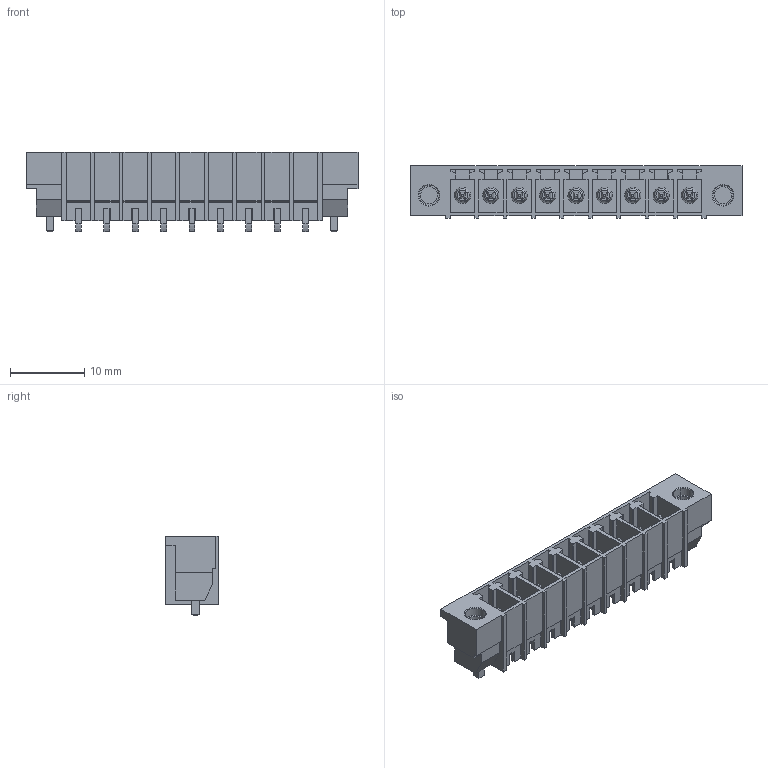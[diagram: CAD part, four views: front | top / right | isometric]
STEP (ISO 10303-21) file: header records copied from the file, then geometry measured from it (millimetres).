
FILE_DESCRIPTION(('CATIA V5 STEP Exchange','CAx-IF Rec.Pracs.--- Model Styling and Organization---1.2---2011-12-15'),'2;1');
FILE_NAME ('D1457747_0_1864140000_1864140000.stp','2018-10-12T11:25:54+00:00',('none'),('Weidmueller'),'CATIA Version 5-6 Release 2014','CATIA V5 STEP AP214','none');
FILE_SCHEMA(('AUTOMOTIVE_DESIGN { 1 0 10303 214 1 1 1 1 }'));
Length unit declared in the file: millimetre
Products named in the file (1): 1864140000
Bounding box: 44.58 x 7.07 x 10.7 mm (x, y, z)
Volume: 1241.4 mm3; surface area: 3590.2 mm2
Topology: 12 solids, 12 shells, 667 faces, 1878 edges, 1266 vertices
Faces by surface type: plane 531, cylinder 96, cone 22, torus 18
Entity records: 19684 total; most frequent: ORIENTED_EDGE 3756, CARTESIAN_POINT 3618, DIRECTION 2560, EDGE_CURVE 1878, VECTOR 1606, LINE 1606, VERTEX_POINT 1266, EDGE_LOOP 716
